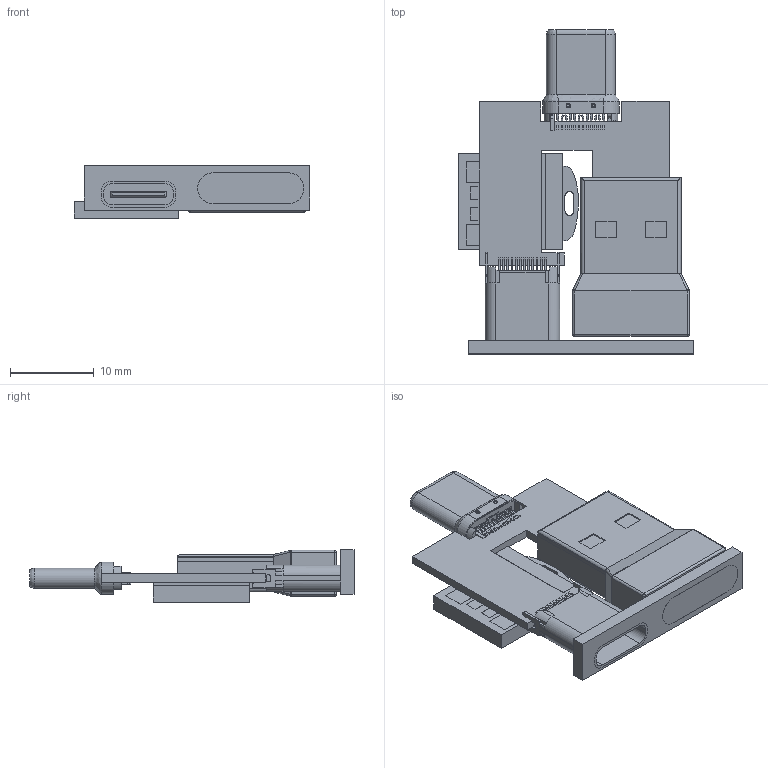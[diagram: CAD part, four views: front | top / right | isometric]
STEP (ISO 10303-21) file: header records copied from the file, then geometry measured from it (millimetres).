
FILE_DESCRIPTION(/* description */ (''),/* implementation_level */ '2;1');
FILE_NAME(/* name */ 'Card v25.stp',/* time_stamp */ '2025-09-12T00:21:50+02:00',/* author */ (''),/* organization */ (''),/* preprocessor_version */ 'ST-DEVELOPER v20.1',/* originating_system */ 'Autodesk Translation Framework v14.10.0.0',/* authorisation */ '');
FILE_SCHEMA (('AUTOMOTIVE_DESIGN { 1 0 10303 214 3 1 1 }'));
Length unit declared in the file: millimetre
Products named in the file (8): Card; USB-C Male; 105444-0001_1; Yubikey nano; Logitech Dongle; usb_a-usb_a-lp-c; USB-C Female Direct; xb-u263-241n-4bvc01
Assembly tree (7 placements, depth 3):
  Card
    USB-C Male
      105444-0001_1
    Yubikey nano
    Logitech Dongle
      usb_a-usb_a-lp-c
    USB-C Female Direct
      xb-u263-241n-4bvc01
Bounding box: 28.17 x 38.8 x 6.27 mm (x, y, z)
Volume: 2057 mm3; surface area: 3678.6 mm2
Topology: 6 solids, 6 shells, 1874 faces, 5167 edges, 3421 vertices
Faces by surface type: plane 1531, cylinder 298, bspline 19, sphere 12, torus 8, cone 6
Entity records: 60797 total; most frequent: CARTESIAN_POINT 12115, ORIENTED_EDGE 10334, DIRECTION 9519, EDGE_CURVE 5167, LINE 4477, VECTOR 4477, VERTEX_POINT 3421, AXIS2_PLACEMENT_3D 2521
